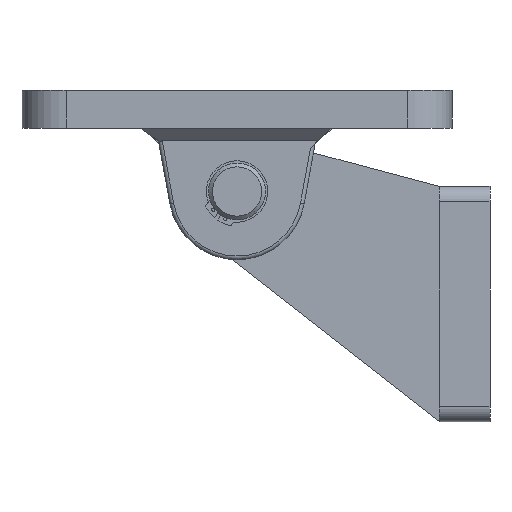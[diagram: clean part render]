
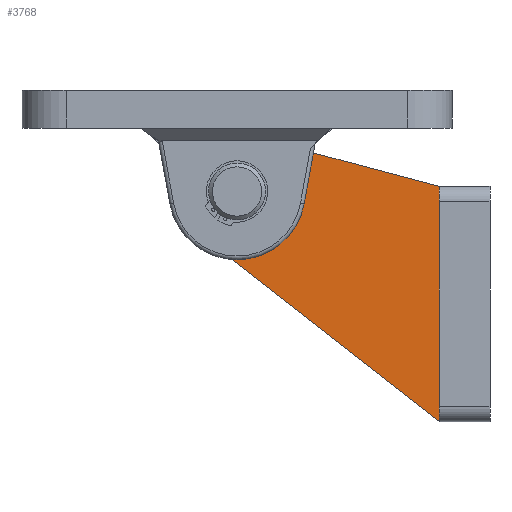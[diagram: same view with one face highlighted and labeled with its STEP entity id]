
A CAD part, front view. The second image highlights one B-rep face of the part: STEP entity #3768.
In plain terms, the highlighted face is planar.
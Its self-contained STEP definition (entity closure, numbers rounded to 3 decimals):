
#130 = EDGE_LOOP ( 'NONE', ( #699, #700, #697, #673, #627 ) ) ;
#627 = ORIENTED_EDGE ( 'NONE', *, *, #3603, .F. ) ;
#673 = ORIENTED_EDGE ( 'NONE', *, *, #3548, .F. ) ;
#697 = ORIENTED_EDGE ( 'NONE', *, *, #3434, .F. ) ;
#699 = ORIENTED_EDGE ( 'NONE', *, *, #3620, .F. ) ;
#700 = ORIENTED_EDGE ( 'NONE', *, *, #3458, .T. ) ;
#808 = VERTEX_POINT ( 'NONE', #947 ) ;
#851 = VERTEX_POINT ( 'NONE', #943 ) ;
#943 = CARTESIAN_POINT ( 'NONE',  ( 186., 148.5, 40. ) ) ;
#947 = CARTESIAN_POINT ( 'NONE',  ( 39.471, 148.5, 227.692 ) ) ;
#969 = CARTESIAN_POINT ( 'NONE',  ( 4., 148.5, 155. ) ) ;
#979 = CARTESIAN_POINT ( 'NONE',  ( -39.487, 148.5, 188.431 ) ) ;
#984 = CARTESIAN_POINT ( 'NONE',  ( 0., 148.5, 40. ) ) ;
#1059 = VERTEX_POINT ( 'NONE', #984 ) ;
#1065 = VERTEX_POINT ( 'NONE', #969 ) ;
#1070 = VERTEX_POINT ( 'NONE', #979 ) ;
#1223 = VECTOR ( 'NONE', #2253, 1000. ) ;
#1224 = LINE ( 'NONE', #2252, #1223 ) ;
#1322 = VECTOR ( 'NONE', #2458, 1000. ) ;
#1370 = LINE ( 'NONE', #2917, #1411 ) ;
#1408 = LINE ( 'NONE', #2443, #1322 ) ;
#1411 = VECTOR ( 'NONE', #2762, 1000. ) ;
#2139 = CARTESIAN_POINT ( 'NONE',  ( 4., 148.5, 200. ) ) ;
#2252 = CARTESIAN_POINT ( 'NONE',  ( 39.32, 148.5, -107.8 ) ) ;
#2253 = DIRECTION ( 'NONE',  ( 0.257, 0., -0.966 ) ) ;
#2277 = DIRECTION ( 'NONE',  ( 0., 1., 0. ) ) ;
#2291 = DIRECTION ( 'NONE',  ( 0., 0., -1. ) ) ;
#2350 = DIRECTION ( 'NONE',  ( 0., 0., -1. ) ) ;
#2352 = DIRECTION ( 'NONE',  ( 0., 1., 0. ) ) ;
#2354 = CARTESIAN_POINT ( 'NONE',  ( 4., 148.5, 200. ) ) ;
#2438 = DIRECTION ( 'NONE',  ( 0., -1., 0. ) ) ;
#2440 = DIRECTION ( 'NONE',  ( 0., 0., -1. ) ) ;
#2443 = CARTESIAN_POINT ( 'NONE',  ( 209.47, 148.5, 9.937 ) ) ;
#2458 = DIRECTION ( 'NONE',  ( 0.615, 0., -0.788 ) ) ;
#2503 = CARTESIAN_POINT ( 'NONE',  ( 68.656, 148.5, -99.995 ) ) ;
#2548 = PLANE ( 'NONE',  #3294 ) ;
#2762 = DIRECTION ( 'NONE',  ( 1., 0., 0. ) ) ;
#2917 = CARTESIAN_POINT ( 'NONE',  ( 68.656, 148.5, 40. ) ) ;
#3109 = CIRCLE ( 'NONE', #3571, 45. ) ;
#3294 = AXIS2_PLACEMENT_3D ( 'NONE', #2503, #2438, #2440 ) ;
#3434 = EDGE_CURVE ( 'NONE', #1059, #851, #1370, .T. ) ;
#3458 = EDGE_CURVE ( 'NONE', #808, #851, #1408, .T. ) ;
#3489 = AXIS2_PLACEMENT_3D ( 'NONE', #2354, #2352, #2350 ) ;
#3548 = EDGE_CURVE ( 'NONE', #1070, #1059, #1224, .T. ) ;
#3571 = AXIS2_PLACEMENT_3D ( 'NONE', #2139, #2277, #2291 ) ;
#3603 = EDGE_CURVE ( 'NONE', #1065, #1070, #3109, .T. ) ;
#3620 = EDGE_CURVE ( 'NONE', #808, #1065, #3848, .T. ) ;
#3768 = ADVANCED_FACE ( 'NONE', ( #4007 ), #2548, .F. ) ;
#3848 = CIRCLE ( 'NONE', #3489, 45. ) ;
#4007 = FACE_OUTER_BOUND ( 'NONE', #130, .T. ) ;
